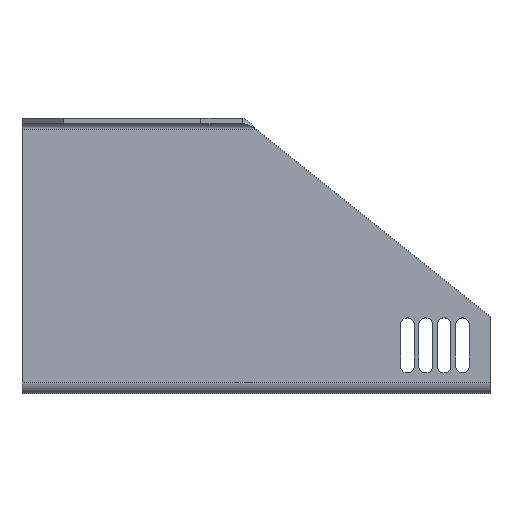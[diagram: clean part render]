
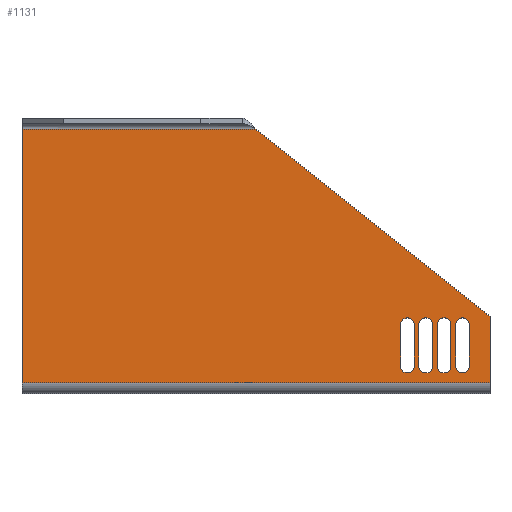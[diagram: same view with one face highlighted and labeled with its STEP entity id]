
A CAD part, top view. The second image highlights one B-rep face of the part: STEP entity #1131.
In plain terms, the highlighted planar face has unit normal (0, 0, 1).
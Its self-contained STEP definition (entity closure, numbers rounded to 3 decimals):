
#47=FACE_BOUND('',#201,.T.);
#48=FACE_BOUND('',#202,.T.);
#49=FACE_BOUND('',#203,.T.);
#50=FACE_BOUND('',#204,.T.);
#66=CIRCLE('',#1184,2.5);
#68=CIRCLE('',#1188,2.5);
#70=CIRCLE('',#1192,2.5);
#72=CIRCLE('',#1196,2.5);
#74=CIRCLE('',#1200,2.5);
#76=CIRCLE('',#1204,2.5);
#78=CIRCLE('',#1208,2.5);
#80=CIRCLE('',#1212,2.5);
#135=FACE_OUTER_BOUND('',#200,.T.);
#200=EDGE_LOOP('',(#906,#907,#908,#909,#910));
#201=EDGE_LOOP('',(#911,#912,#913,#914));
#202=EDGE_LOOP('',(#915,#916,#917,#918));
#203=EDGE_LOOP('',(#919,#920,#921,#922));
#204=EDGE_LOOP('',(#923,#924,#925,#926));
#259=LINE('',#1631,#377);
#264=LINE('',#1644,#382);
#267=LINE('',#1655,#385);
#272=LINE('',#1668,#390);
#275=LINE('',#1679,#393);
#280=LINE('',#1692,#398);
#283=LINE('',#1703,#401);
#288=LINE('',#1716,#406);
#319=LINE('',#1840,#437);
#322=LINE('',#1848,#440);
#323=LINE('',#1850,#441);
#324=LINE('',#1852,#442);
#325=LINE('',#1853,#443);
#377=VECTOR('',#1312,10.);
#382=VECTOR('',#1325,10.);
#385=VECTOR('',#1336,10.);
#390=VECTOR('',#1349,10.);
#393=VECTOR('',#1360,10.);
#398=VECTOR('',#1373,10.);
#401=VECTOR('',#1384,10.);
#406=VECTOR('',#1397,10.);
#437=VECTOR('',#1470,10.);
#440=VECTOR('',#1477,10.);
#441=VECTOR('',#1478,10.);
#442=VECTOR('',#1479,2.88);
#443=VECTOR('',#1480,10.);
#493=VERTEX_POINT('',#1628);
#494=VERTEX_POINT('',#1630);
#496=VERTEX_POINT('',#1636);
#498=VERTEX_POINT('',#1642);
#501=VERTEX_POINT('',#1652);
#502=VERTEX_POINT('',#1654);
#504=VERTEX_POINT('',#1660);
#506=VERTEX_POINT('',#1666);
#509=VERTEX_POINT('',#1676);
#510=VERTEX_POINT('',#1678);
#512=VERTEX_POINT('',#1684);
#514=VERTEX_POINT('',#1690);
#517=VERTEX_POINT('',#1700);
#518=VERTEX_POINT('',#1702);
#520=VERTEX_POINT('',#1708);
#522=VERTEX_POINT('',#1714);
#545=VERTEX_POINT('',#1837);
#546=VERTEX_POINT('',#1839);
#549=VERTEX_POINT('',#1847);
#550=VERTEX_POINT('',#1849);
#551=VERTEX_POINT('',#1851);
#598=EDGE_CURVE('',#494,#493,#259,.T.);
#602=EDGE_CURVE('',#493,#496,#66,.T.);
#605=EDGE_CURVE('',#496,#498,#264,.T.);
#607=EDGE_CURVE('',#498,#494,#68,.T.);
#610=EDGE_CURVE('',#502,#501,#267,.T.);
#614=EDGE_CURVE('',#501,#504,#70,.T.);
#617=EDGE_CURVE('',#504,#506,#272,.T.);
#619=EDGE_CURVE('',#506,#502,#72,.T.);
#622=EDGE_CURVE('',#510,#509,#275,.T.);
#626=EDGE_CURVE('',#509,#512,#74,.T.);
#629=EDGE_CURVE('',#512,#514,#280,.T.);
#631=EDGE_CURVE('',#514,#510,#76,.T.);
#634=EDGE_CURVE('',#518,#517,#283,.T.);
#638=EDGE_CURVE('',#517,#520,#78,.T.);
#641=EDGE_CURVE('',#520,#522,#288,.T.);
#643=EDGE_CURVE('',#522,#518,#80,.T.);
#683=EDGE_CURVE('',#546,#545,#319,.T.);
#687=EDGE_CURVE('',#545,#549,#322,.T.);
#688=EDGE_CURVE('',#549,#550,#323,.T.);
#689=EDGE_CURVE('',#551,#550,#324,.T.);
#690=EDGE_CURVE('',#551,#546,#325,.T.);
#906=ORIENTED_EDGE('',*,*,#683,.T.);
#907=ORIENTED_EDGE('',*,*,#687,.T.);
#908=ORIENTED_EDGE('',*,*,#688,.T.);
#909=ORIENTED_EDGE('',*,*,#689,.F.);
#910=ORIENTED_EDGE('',*,*,#690,.T.);
#911=ORIENTED_EDGE('',*,*,#598,.T.);
#912=ORIENTED_EDGE('',*,*,#602,.T.);
#913=ORIENTED_EDGE('',*,*,#605,.T.);
#914=ORIENTED_EDGE('',*,*,#607,.T.);
#915=ORIENTED_EDGE('',*,*,#610,.T.);
#916=ORIENTED_EDGE('',*,*,#614,.T.);
#917=ORIENTED_EDGE('',*,*,#617,.T.);
#918=ORIENTED_EDGE('',*,*,#619,.T.);
#919=ORIENTED_EDGE('',*,*,#622,.T.);
#920=ORIENTED_EDGE('',*,*,#626,.T.);
#921=ORIENTED_EDGE('',*,*,#629,.T.);
#922=ORIENTED_EDGE('',*,*,#631,.T.);
#923=ORIENTED_EDGE('',*,*,#634,.T.);
#924=ORIENTED_EDGE('',*,*,#638,.T.);
#925=ORIENTED_EDGE('',*,*,#641,.T.);
#926=ORIENTED_EDGE('',*,*,#643,.T.);
#1076=PLANE('',#1232);
#1131=ADVANCED_FACE('',(#135,#47,#48,#49,#50),#1076,.T.);
#1184=AXIS2_PLACEMENT_3D('',#1638,#1319,#1320);
#1188=AXIS2_PLACEMENT_3D('',#1647,#1330,#1331);
#1192=AXIS2_PLACEMENT_3D('',#1662,#1343,#1344);
#1196=AXIS2_PLACEMENT_3D('',#1671,#1354,#1355);
#1200=AXIS2_PLACEMENT_3D('',#1686,#1367,#1368);
#1204=AXIS2_PLACEMENT_3D('',#1695,#1378,#1379);
#1208=AXIS2_PLACEMENT_3D('',#1710,#1391,#1392);
#1212=AXIS2_PLACEMENT_3D('',#1719,#1402,#1403);
#1232=AXIS2_PLACEMENT_3D('',#1846,#1475,#1476);
#1312=DIRECTION('',(0.,1.,0.));
#1319=DIRECTION('center_axis',(0.,0.,
-1.));
#1320=DIRECTION('ref_axis',(-1.,0.,0.));
#1325=DIRECTION('',(0.,-1.,0.));
#1330=DIRECTION('center_axis',(0.,0.,
-1.));
#1331=DIRECTION('ref_axis',(1.,0.,0.));
#1336=DIRECTION('',(0.,1.,0.));
#1343=DIRECTION('center_axis',(0.,0.,
-1.));
#1344=DIRECTION('ref_axis',(-1.,0.,0.));
#1349=DIRECTION('',(0.,-1.,0.));
#1354=DIRECTION('center_axis',(0.,0.,
-1.));
#1355=DIRECTION('ref_axis',(1.,0.,0.));
#1360=DIRECTION('',(0.,-1.,0.));
#1367=DIRECTION('center_axis',(0.,0.,
-1.));
#1368=DIRECTION('ref_axis',(1.,0.,0.));
#1373=DIRECTION('',(0.,1.,0.));
#1378=DIRECTION('center_axis',(0.,0.,
-1.));
#1379=DIRECTION('ref_axis',(-1.,0.,0.));
#1384=DIRECTION('',(0.,1.,0.));
#1391=DIRECTION('center_axis',(0.,0.,
-1.));
#1392=DIRECTION('ref_axis',(-1.,0.,0.));
#1397=DIRECTION('',(0.,-1.,0.));
#1402=DIRECTION('center_axis',(0.,0.,
-1.));
#1403=DIRECTION('ref_axis',(1.,0.,0.));
#1470=DIRECTION('',(0.,1.,0.));
#1475=DIRECTION('center_axis',(0.,0.,
1.));
#1476=DIRECTION('ref_axis',(0.,-1.,0.));
#1477=DIRECTION('',(-0.781,0.625,0.));
#1478=DIRECTION('',(-1.,0.,0.));
#1479=DIRECTION('',(0.,1.,0.));
#1480=DIRECTION('',(1.,0.,0.));
#1628=CARTESIAN_POINT('',(150.833,25.,0.));
#1630=CARTESIAN_POINT('',(150.833,10.,0.));
#1631=CARTESIAN_POINT('',(150.833,37.494,0.));
#1636=CARTESIAN_POINT('',(155.833,25.,0.));
#1638=CARTESIAN_POINT('Origin',(153.333,25.,0.));
#1642=CARTESIAN_POINT('',(155.833,10.,0.));
#1644=CARTESIAN_POINT('',(155.833,29.994,0.));
#1647=CARTESIAN_POINT('Origin',(153.333,10.,0.));
#1652=CARTESIAN_POINT('',(144.167,25.,0.));
#1654=CARTESIAN_POINT('',(144.167,10.,0.));
#1655=CARTESIAN_POINT('',(144.167,37.494,0.));
#1660=CARTESIAN_POINT('',(149.167,25.,0.));
#1662=CARTESIAN_POINT('Origin',(146.667,25.,0.));
#1666=CARTESIAN_POINT('',(149.167,10.,0.));
#1668=CARTESIAN_POINT('',(149.167,29.994,0.));
#1671=CARTESIAN_POINT('Origin',(146.667,10.,0.));
#1676=CARTESIAN_POINT('',(162.5,10.,0.));
#1678=CARTESIAN_POINT('',(162.5,25.,0.));
#1679=CARTESIAN_POINT('',(162.5,29.994,0.));
#1684=CARTESIAN_POINT('',(157.5,10.,0.));
#1686=CARTESIAN_POINT('Origin',(160.,10.,0.));
#1690=CARTESIAN_POINT('',(157.5,25.,0.));
#1692=CARTESIAN_POINT('',(157.5,37.494,0.));
#1695=CARTESIAN_POINT('Origin',(160.,25.,0.));
#1700=CARTESIAN_POINT('',(137.5,25.,0.));
#1702=CARTESIAN_POINT('',(137.5,10.,0.));
#1703=CARTESIAN_POINT('',(137.5,37.494,0.));
#1708=CARTESIAN_POINT('',(142.5,25.,0.));
#1710=CARTESIAN_POINT('Origin',(140.,25.,0.));
#1714=CARTESIAN_POINT('',(142.5,10.,0.));
#1716=CARTESIAN_POINT('',(142.5,29.994,0.));
#1719=CARTESIAN_POINT('Origin',(140.,10.,0.));
#1837=CARTESIAN_POINT('',(170.,28.,0.));
#1839=CARTESIAN_POINT('',(170.,4.,0.));
#1840=CARTESIAN_POINT('',(170.,49.994,0.));
#1846=CARTESIAN_POINT('Origin',(99.514,49.988,0.));
#1847=CARTESIAN_POINT('',(85.,96.,0.));
#1848=CARTESIAN_POINT('',(98.147,85.482,0.));
#1849=CARTESIAN_POINT('',(0.,96.,0.));
#1850=CARTESIAN_POINT('',(92.257,96.,0.));
#1851=CARTESIAN_POINT('',(0.,4.,0.));
#1852=CARTESIAN_POINT('',(0.,-5.048,0.));
#1853=CARTESIAN_POINT('',(98.424,4.,0.));
